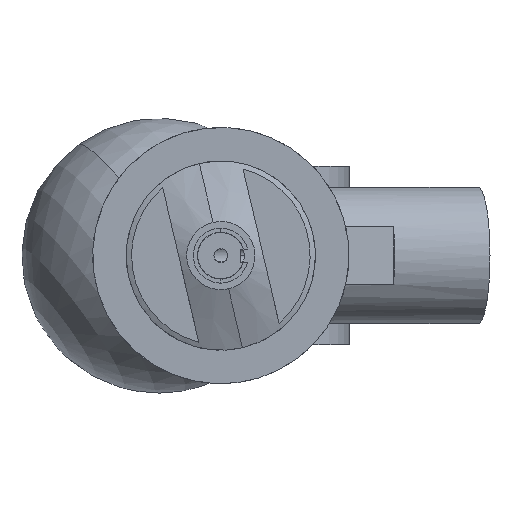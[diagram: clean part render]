
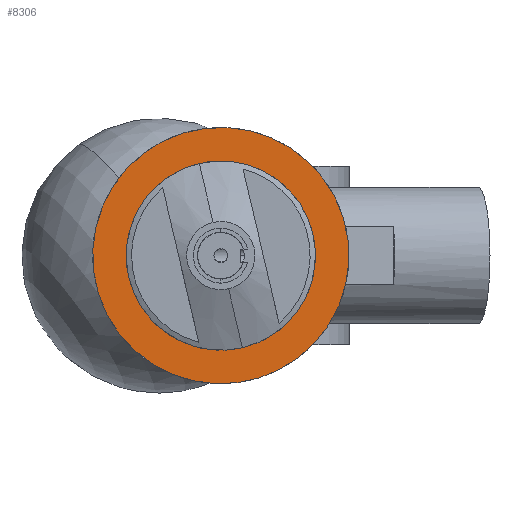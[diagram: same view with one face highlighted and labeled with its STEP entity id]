
A CAD part, left-side view. The second image highlights one B-rep face of the part: STEP entity #8306.
In plain terms, the highlighted planar face has unit normal (-1, 0, 0).
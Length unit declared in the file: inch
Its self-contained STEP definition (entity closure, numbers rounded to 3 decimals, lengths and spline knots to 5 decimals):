
#169 = CARTESIAN_POINT ( 'NONE',  ( -0.2805, 0.02802, -0.58183 ) ) ;
#490 = AXIS2_PLACEMENT_3D ( 'NONE', #2403, #7153, #11917 ) ;
#1061 = CARTESIAN_POINT ( 'NONE',  ( -0.2805, 0., 0. ) ) ;
#1120 = PLANE ( 'NONE',  #2904 ) ;
#1667 = ORIENTED_EDGE ( 'NONE', *, *, #13439, .T. ) ;
#2215 = EDGE_CURVE ( 'NONE', #4758, #5378, #13455, .T. ) ;
#2289 = VERTEX_POINT ( 'NONE', #3812 ) ;
#2403 = CARTESIAN_POINT ( 'NONE',  ( -0.2805, 0., 0. ) ) ;
#2904 = AXIS2_PLACEMENT_3D ( 'NONE', #4836, #14339, #5920 ) ;
#3652 = DIRECTION ( 'NONE',  ( 0., -0.048, 0.999 ) ) ;
#3812 = CARTESIAN_POINT ( 'NONE',  ( -0.2805, -0.02802, 0.58183 ) ) ;
#3895 = AXIS2_PLACEMENT_3D ( 'NONE', #5830, #15347, #8482 ) ;
#4758 = VERTEX_POINT ( 'NONE', #7601 ) ;
#4785 = EDGE_LOOP ( 'NONE', ( #1667, #8890 ) ) ;
#4836 = CARTESIAN_POINT ( 'NONE',  ( -0.2805, 0.58183, 0.02802 ) ) ;
#5378 = VERTEX_POINT ( 'NONE', #9873 ) ;
#5556 = DIRECTION ( 'NONE',  ( 0., -0.048, 0.999 ) ) ;
#5697 = AXIS2_PLACEMENT_3D ( 'NONE', #1061, #9391, #5556 ) ;
#5830 = CARTESIAN_POINT ( 'NONE',  ( -0.2805, 0., 0. ) ) ;
#5920 = DIRECTION ( 'NONE',  ( 0., 0.048, -0.999 ) ) ;
#6161 = AXIS2_PLACEMENT_3D ( 'NONE', #11137, #12155, #3652 ) ;
#6259 = EDGE_LOOP ( 'NONE', ( #11654, #7522 ) ) ;
#7043 = FACE_BOUND ( 'NONE', #6259, .T. ) ;
#7151 = CIRCLE ( 'NONE', #3895, 0.43 ) ;
#7153 = DIRECTION ( 'NONE',  ( -1., 0., 0. ) ) ;
#7522 = ORIENTED_EDGE ( 'NONE', *, *, #10120, .F. ) ;
#7601 = CARTESIAN_POINT ( 'NONE',  ( -0.2805, -0.02069, 0.4295 ) ) ;
#8306 = ADVANCED_FACE ( 'NONE', ( #7043, #11802 ), #1120, .F. ) ;
#8482 = DIRECTION ( 'NONE',  ( 0., -0.048, 0.999 ) ) ;
#8738 = EDGE_CURVE ( 'NONE', #9194, #2289, #8875, .T. ) ;
#8875 = CIRCLE ( 'NONE', #6161, 0.5825 ) ;
#8890 = ORIENTED_EDGE ( 'NONE', *, *, #8738, .T. ) ;
#9194 = VERTEX_POINT ( 'NONE', #169 ) ;
#9391 = DIRECTION ( 'NONE',  ( -1., 0., 0. ) ) ;
#9873 = CARTESIAN_POINT ( 'NONE',  ( -0.2805, 0.02069, -0.4295 ) ) ;
#10120 = EDGE_CURVE ( 'NONE', #5378, #4758, #7151, .T. ) ;
#11137 = CARTESIAN_POINT ( 'NONE',  ( -0.2805, 0., 0. ) ) ;
#11654 = ORIENTED_EDGE ( 'NONE', *, *, #2215, .F. ) ;
#11802 = FACE_OUTER_BOUND ( 'NONE', #4785, .T. ) ;
#11917 = DIRECTION ( 'NONE',  ( 0., -0.048, 0.999 ) ) ;
#12155 = DIRECTION ( 'NONE',  ( -1., 0., 0. ) ) ;
#13439 = EDGE_CURVE ( 'NONE', #2289, #9194, #14443, .T. ) ;
#13455 = CIRCLE ( 'NONE', #5697, 0.43 ) ;
#14339 = DIRECTION ( 'NONE',  ( 1., 0., 0. ) ) ;
#14443 = CIRCLE ( 'NONE', #490, 0.5825 ) ;
#15347 = DIRECTION ( 'NONE',  ( -1., 0., 0. ) ) ;
